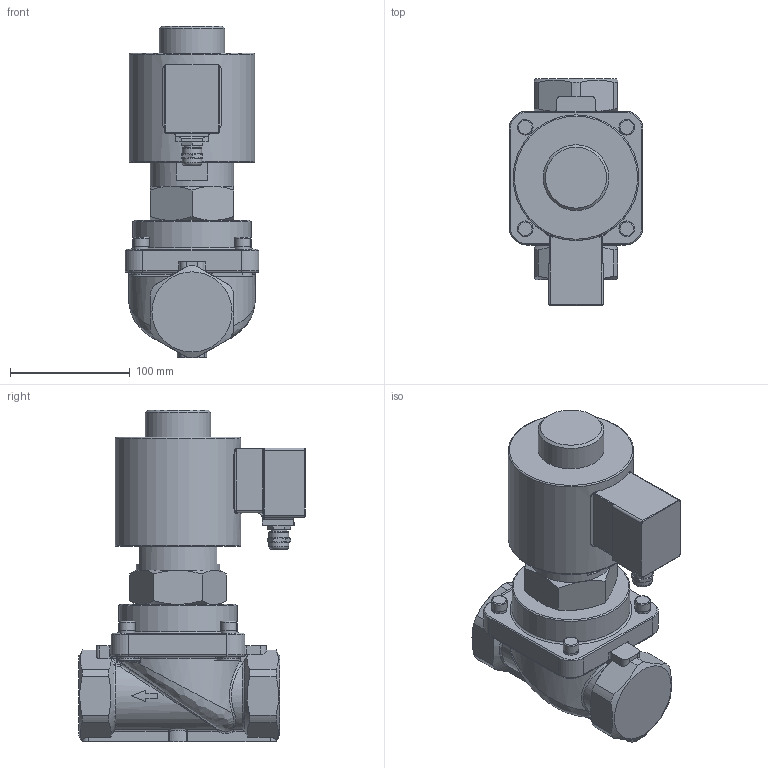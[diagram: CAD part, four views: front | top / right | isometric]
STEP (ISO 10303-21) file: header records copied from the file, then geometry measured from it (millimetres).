
FILE_DESCRIPTION(/* description */ ('3D-Modell'),/* implementation_level */ '2;1');
FILE_NAME(/* name */ '035.000660_A3528-1004-T272-TH.stp',/* time_stamp */ '2018-04-16T08:46:08+02:00',/* author */ ('EFast'),/* organization */ (''),/* preprocessor_version */ 'ST-DEVELOPER v16.1',/* originating_system */ 'Autodesk Inventor 2016',/* authorisation */ '');
FILE_SCHEMA (('AUTOMOTIVE_DESIGN { 1 0 10303 214 3 1 1 }'));
Length unit declared in the file: millimetre
Products named in the file (1): 88-003311
Bounding box: 112 x 189.5 x 277.6 mm (x, y, z)
Volume: 2363375.6 mm3; surface area: 149127.3 mm2
Topology: 1 solids, 1 shells, 406 faces, 998 edges, 607 vertices
Faces by surface type: plane 145, cylinder 126, cone 45, torus 40, bspline 32, sphere 18
Full cylindrical faces by diameter (mm): 8 x4, 13 x4, 14 x1, 16 x1, 16.7 x2, 55 x1, 70 x1, 99 x1, 105.16 x1
Entity records: 13541 total; most frequent: CARTESIAN_POINT 4488, ORIENTED_EDGE 1884, DIRECTION 1865, EDGE_CURVE 942, AXIS2_PLACEMENT_3D 752, VERTEX_POINT 599, EDGE_LOOP 475, FACE_OUTER_BOUND 406
